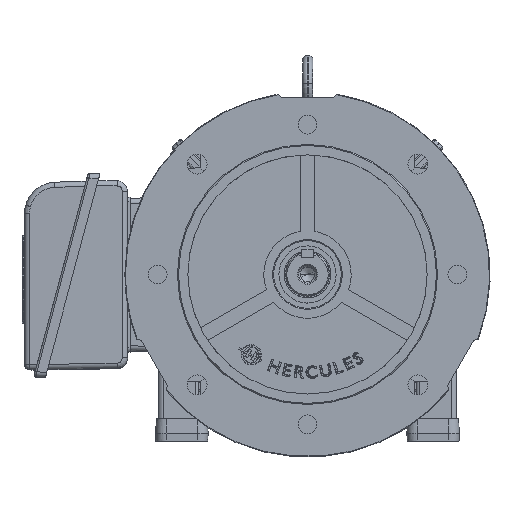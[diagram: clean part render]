
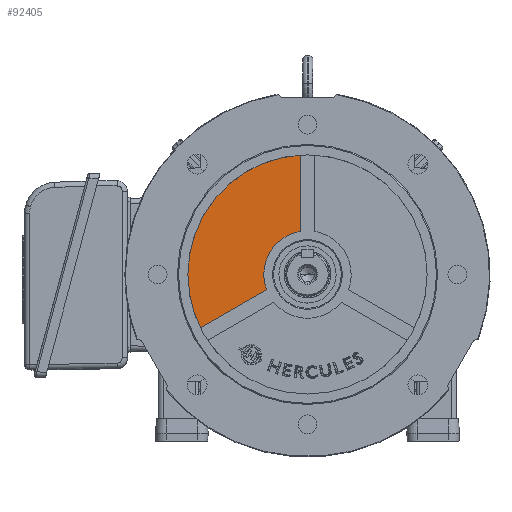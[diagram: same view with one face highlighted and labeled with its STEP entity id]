
A CAD part, top view. The second image highlights one B-rep face of the part: STEP entity #92405.
In plain terms, the highlighted face is planar.
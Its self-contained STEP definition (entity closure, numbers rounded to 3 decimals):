
#351 = ORIENTED_EDGE ( 'NONE', *, *, #81303, .T. ) ;
#883 = EDGE_CURVE ( 'NONE', #113736, #35466, #1087, .T. ) ;
#1087 = LINE ( 'NONE', #38002, #57562 ) ;
#1887 = DIRECTION ( 'NONE',  ( 0., 0., -1. ) ) ;
#4452 = AXIS2_PLACEMENT_3D ( 'NONE', #8909, #30508, #1887 ) ;
#5833 = AXIS2_PLACEMENT_3D ( 'NONE', #12978, #21266, #12345 ) ;
#8909 = CARTESIAN_POINT ( 'NONE',  ( -6., 0., 0. ) ) ;
#10353 = VERTEX_POINT ( 'NONE', #111503 ) ;
#11098 = ORIENTED_EDGE ( 'NONE', *, *, #11306, .T. ) ;
#11306 = EDGE_CURVE ( 'NONE', #23552, #10353, #38719, .T. ) ;
#12345 = DIRECTION ( 'NONE',  ( 0., 0., 1. ) ) ;
#12639 = CIRCLE ( 'NONE', #4452, 115. ) ;
#12978 = CARTESIAN_POINT ( 'NONE',  ( -6., 115., 0. ) ) ;
#21266 = DIRECTION ( 'NONE',  ( -1., 0., 0. ) ) ;
#23552 = VERTEX_POINT ( 'NONE', #117099 ) ;
#25154 = CARTESIAN_POINT ( 'NONE',  ( -6., -51.331, -102.908 ) ) ;
#29725 = DIRECTION ( 'NONE',  ( 0., 0.5, 0.866 ) ) ;
#30508 = DIRECTION ( 'NONE',  ( 1., 0., 0. ) ) ;
#31130 = DIRECTION ( 'NONE',  ( 1., 0., 0. ) ) ;
#34461 = AXIS2_PLACEMENT_3D ( 'NONE', #95220, #49405, #75506 ) ;
#35466 = VERTEX_POINT ( 'NONE', #122236 ) ;
#36454 = ORIENTED_EDGE ( 'NONE', *, *, #37793, .F. ) ;
#36645 = LINE ( 'NONE', #75423, #121697 ) ;
#37793 = EDGE_CURVE ( 'NONE', #59184, #118685, #89294, .T. ) ;
#38002 = CARTESIAN_POINT ( 'NONE',  ( -6., -53.836, -107.246 ) ) ;
#38719 = CIRCLE ( 'NONE', #87459, 42. ) ;
#49405 = DIRECTION ( 'NONE',  ( 1., 0., 0. ) ) ;
#57127 = EDGE_LOOP ( 'NONE', ( #72417, #36454, #80179, #93610, #351, #11098 ) ) ;
#57512 = EDGE_CURVE ( 'NONE', #113736, #59184, #12639, .T. ) ;
#57562 = VECTOR ( 'NONE', #29725, 1000. ) ;
#59184 = VERTEX_POINT ( 'NONE', #100255 ) ;
#64682 = CIRCLE ( 'NONE', #97165, 42. ) ;
#69920 = DIRECTION ( 'NONE',  ( 0., 0., -1. ) ) ;
#72417 = ORIENTED_EDGE ( 'NONE', *, *, #82044, .T. ) ;
#75423 = CARTESIAN_POINT ( 'NONE',  ( -6., 34.293, -7. ) ) ;
#75506 = DIRECTION ( 'NONE',  ( 0., 0., -1. ) ) ;
#76396 = CARTESIAN_POINT ( 'NONE',  ( -6., 0., 0. ) ) ;
#76430 = CARTESIAN_POINT ( 'NONE',  ( -6., 114.787, -7. ) ) ;
#80179 = ORIENTED_EDGE ( 'NONE', *, *, #57512, .F. ) ;
#81303 = EDGE_CURVE ( 'NONE', #35466, #23552, #64682, .T. ) ;
#82044 = EDGE_CURVE ( 'NONE', #10353, #118685, #36645, .T. ) ;
#83963 = PLANE ( 'NONE',  #5833 ) ;
#85282 = DIRECTION ( 'NONE',  ( 1., 0., 0. ) ) ;
#87459 = AXIS2_PLACEMENT_3D ( 'NONE', #118230, #31130, #69920 ) ;
#89294 = CIRCLE ( 'NONE', #34461, 115. ) ;
#92405 = ADVANCED_FACE ( 'NONE', ( #100713 ), #83963, .T. ) ;
#93610 = ORIENTED_EDGE ( 'NONE', *, *, #883, .T. ) ;
#95220 = CARTESIAN_POINT ( 'NONE',  ( -6., 0., 0. ) ) ;
#97165 = AXIS2_PLACEMENT_3D ( 'NONE', #76396, #85282, #115147 ) ;
#100255 = CARTESIAN_POINT ( 'NONE',  ( -6., 0., -115. ) ) ;
#100713 = FACE_OUTER_BOUND ( 'NONE', #57127, .T. ) ;
#103415 = DIRECTION ( 'NONE',  ( 0., 1., 0. ) ) ;
#111503 = CARTESIAN_POINT ( 'NONE',  ( -6., 41.413, -7. ) ) ;
#113736 = VERTEX_POINT ( 'NONE', #25154 ) ;
#115147 = DIRECTION ( 'NONE',  ( 0., 0., -1. ) ) ;
#117099 = CARTESIAN_POINT ( 'NONE',  ( -6., 0., -42. ) ) ;
#118230 = CARTESIAN_POINT ( 'NONE',  ( -6., 0., 0. ) ) ;
#118685 = VERTEX_POINT ( 'NONE', #76430 ) ;
#121697 = VECTOR ( 'NONE', #103415, 1000. ) ;
#122236 = CARTESIAN_POINT ( 'NONE',  ( -6., -14.644, -39.364 ) ) ;
